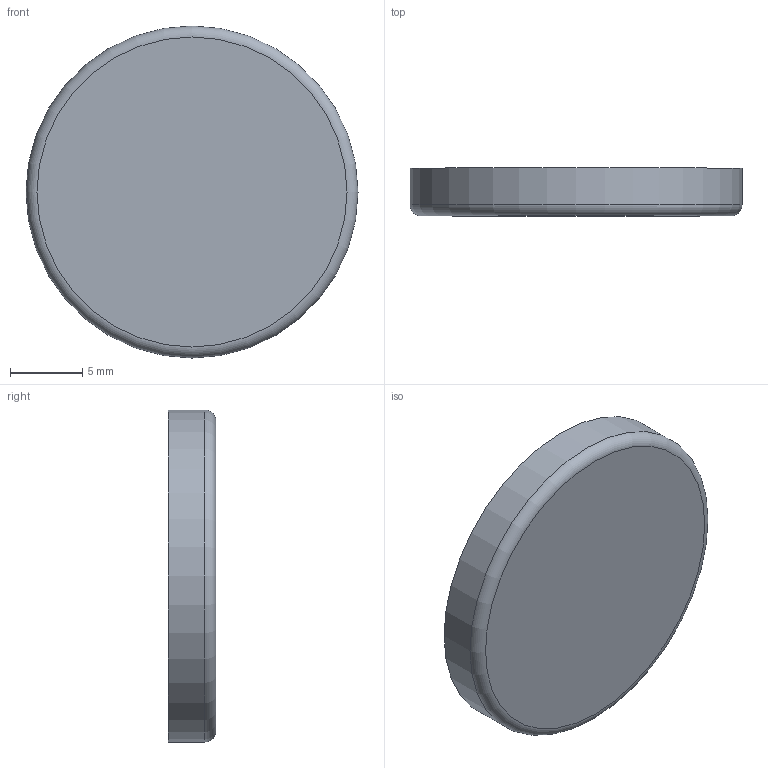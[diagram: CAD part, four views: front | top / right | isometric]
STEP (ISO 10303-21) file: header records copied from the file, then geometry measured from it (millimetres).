
FILE_DESCRIPTION(/* description */ (''),/* implementation_level */ '2;1');
FILE_NAME(/* name */ 'CR2330.step',/* time_stamp */ '2019-08-05T00:04:59-04:00',/* author */ (''),/* organization */ (''),/* preprocessor_version */ 'ST-DEVELOPER v18',/* originating_system */ 'Autodesk Translation Framework v8.2.0.1029',/* authorisation */ '');
FILE_SCHEMA (('AUTOMOTIVE_DESIGN { 1 0 10303 214 3 1 1 }'));
Length unit declared in the file: inch
Products named in the file (2): (Unsaved); User Library-BR2330-1HF_CR2330 - BATTERY 3V
Assembly tree (1 placements, depth 2):
  (Unsaved)
    User Library-BR2330-1HF_CR2330 - BATTERY 3V
Bounding box: 23 x 3.3 x 23 mm (x, y, z)
Volume: 1363 mm3; surface area: 1045.7 mm2
Topology: 1 solids, 1 shells, 17 faces, 44 edges, 30 vertices
Faces by surface type: plane 15, torus 1, cylinder 1
Full cylindrical faces by diameter (mm): 23 x1
Entity records: 583 total; most frequent: CARTESIAN_POINT 94, DIRECTION 91, ORIENTED_EDGE 88, EDGE_CURVE 44, LINE 37, VECTOR 37, VERTEX_POINT 30, AXIS2_PLACEMENT_3D 27
